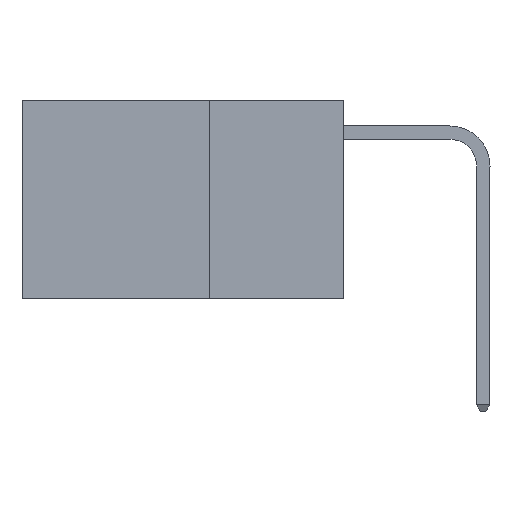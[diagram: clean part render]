
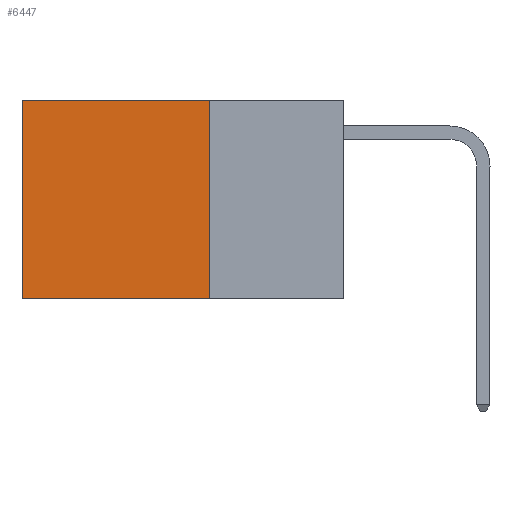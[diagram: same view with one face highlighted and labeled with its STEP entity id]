
A CAD part, left-side view. The second image highlights one B-rep face of the part: STEP entity #6447.
In plain terms, the highlighted planar face has unit normal (-1, 0, 0).
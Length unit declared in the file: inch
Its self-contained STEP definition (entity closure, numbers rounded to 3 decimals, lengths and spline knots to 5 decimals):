
#478 = VERTEX_POINT ( 'NONE', #7107 ) ;
#3309 = AXIS2_PLACEMENT_3D ( 'NONE', #17338, #17288, #17273 ) ;
#4137 = LINE ( 'NONE', #10382, #14071 ) ;
#4689 = VERTEX_POINT ( 'NONE', #10617 ) ;
#5134 = VECTOR ( 'NONE', #17197, 39.37008 ) ;
#5605 = CARTESIAN_POINT ( 'NONE',  ( 0.2625, 0.25, 0. ) ) ;
#6447 = ADVANCED_FACE ( 'NONE', ( #10097 ), #17388, .F. ) ;
#7107 = CARTESIAN_POINT ( 'NONE',  ( 0.2625, 0.6, 0. ) ) ;
#7211 = EDGE_CURVE ( 'NONE', #15673, #4689, #4137, .T. ) ;
#7478 = EDGE_CURVE ( 'NONE', #15673, #478, #13852, .T. ) ;
#7637 = EDGE_CURVE ( 'NONE', #4689, #10540, #10836, .T. ) ;
#7760 = DIRECTION ( 'NONE',  ( 0., 1., 0. ) ) ;
#7802 = CARTESIAN_POINT ( 'NONE',  ( 0.2625, 0.25, 0. ) ) ;
#9560 = CARTESIAN_POINT ( 'NONE',  ( 0.2625, 0.25, -0.37 ) ) ;
#10097 = FACE_OUTER_BOUND ( 'NONE', #13964, .T. ) ;
#10198 = EDGE_CURVE ( 'NONE', #478, #10540, #12320, .T. ) ;
#10255 = VECTOR ( 'NONE', #7760, 39.37008 ) ;
#10259 = DIRECTION ( 'NONE',  ( 0., 0., -1. ) ) ;
#10382 = CARTESIAN_POINT ( 'NONE',  ( 0.2625, 0.25, 0. ) ) ;
#10395 = VECTOR ( 'NONE', #13603, 39.37008 ) ;
#10540 = VERTEX_POINT ( 'NONE', #13987 ) ;
#10617 = CARTESIAN_POINT ( 'NONE',  ( 0.2625, 0.25, -0.37 ) ) ;
#10661 = ORIENTED_EDGE ( 'NONE', *, *, #7211, .F. ) ;
#10836 = LINE ( 'NONE', #9560, #10395 ) ;
#12299 = ORIENTED_EDGE ( 'NONE', *, *, #10198, .T. ) ;
#12320 = LINE ( 'NONE', #15897, #5134 ) ;
#13603 = DIRECTION ( 'NONE',  ( 0., 1., 0. ) ) ;
#13852 = LINE ( 'NONE', #7802, #10255 ) ;
#13904 = ORIENTED_EDGE ( 'NONE', *, *, #7637, .F. ) ;
#13964 = EDGE_LOOP ( 'NONE', ( #12299, #13904, #10661, #16301 ) ) ;
#13987 = CARTESIAN_POINT ( 'NONE',  ( 0.2625, 0.6, -0.37 ) ) ;
#14071 = VECTOR ( 'NONE', #10259, 39.37008 ) ;
#15673 = VERTEX_POINT ( 'NONE', #5605 ) ;
#15897 = CARTESIAN_POINT ( 'NONE',  ( 0.2625, 0.6, 0. ) ) ;
#16301 = ORIENTED_EDGE ( 'NONE', *, *, #7478, .T. ) ;
#17197 = DIRECTION ( 'NONE',  ( 0., 0., -1. ) ) ;
#17273 = DIRECTION ( 'NONE',  ( 0., 0., -1. ) ) ;
#17288 = DIRECTION ( 'NONE',  ( 1., 0., 0. ) ) ;
#17338 = CARTESIAN_POINT ( 'NONE',  ( 0.2625, 0.25, 0. ) ) ;
#17388 = PLANE ( 'NONE',  #3309 ) ;
